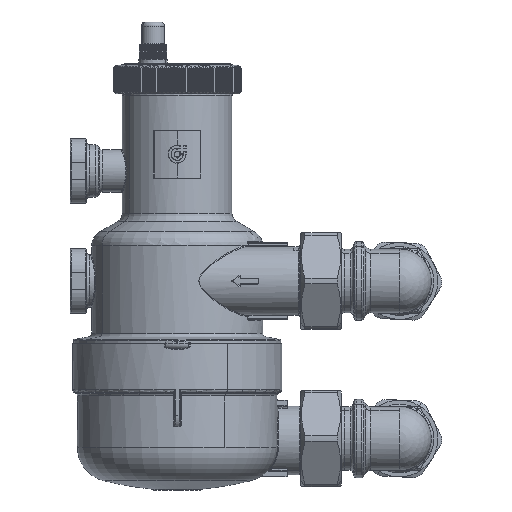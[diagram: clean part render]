
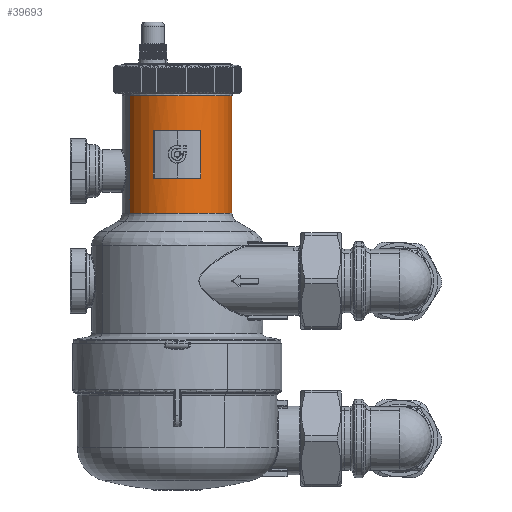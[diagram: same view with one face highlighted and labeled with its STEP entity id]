
A CAD part, left-side view. The second image highlights one B-rep face of the part: STEP entity #39693.
In plain terms, the highlighted cylindrical face has radius 27.15 mm (diameter 54.3 mm), a partial arc.
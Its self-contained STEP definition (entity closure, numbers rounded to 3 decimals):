
#38748=CARTESIAN_POINT('Vertex',(-13.016,23.826,91.7)) ;
#38755=CARTESIAN_POINT('Vertex',(13.016,-23.826,91.7)) ;
#39196=CARTESIAN_POINT('Vertex',(-24.571,11.55,50.8)) ;
#39199=CARTESIAN_POINT('Axis2P3D Location',(0.,0.,50.8)) ;
#39203=CARTESIAN_POINT('Vertex',(-24.571,-11.55,50.8)) ;
#39226=CARTESIAN_POINT('Control Point',(-24.485,-11.731,51.)) ;
#39227=CARTESIAN_POINT('Control Point',(-24.485,-11.731,50.922)) ;
#39228=CARTESIAN_POINT('Control Point',(-24.503,-11.693,50.842)) ;
#39229=CARTESIAN_POINT('Control Point',(-24.537,-11.621,50.8)) ;
#39230=CARTESIAN_POINT('Control Point',(-24.571,-11.55,50.8)) ;
#39231=CARTESIAN_POINT('Vertex',(-24.485,-11.731,51.)) ;
#39251=CARTESIAN_POINT('Line Origine',(-24.485,-11.731,62.8)) ;
#39255=CARTESIAN_POINT('Vertex',(-24.485,-11.731,74.6)) ;
#39277=CARTESIAN_POINT('Control Point',(-24.485,-11.731,74.6)) ;
#39278=CARTESIAN_POINT('Control Point',(-24.485,-11.731,74.678)) ;
#39279=CARTESIAN_POINT('Control Point',(-24.503,-11.693,74.758)) ;
#39280=CARTESIAN_POINT('Control Point',(-24.537,-11.621,74.8)) ;
#39281=CARTESIAN_POINT('Control Point',(-24.571,-11.55,74.8)) ;
#39282=CARTESIAN_POINT('Vertex',(-24.571,-11.55,74.8)) ;
#39302=CARTESIAN_POINT('Axis2P3D Location',(0.,0.,74.8)) ;
#39306=CARTESIAN_POINT('Vertex',(-24.571,11.55,74.8)) ;
#39329=CARTESIAN_POINT('Control Point',(-24.485,11.731,74.6)) ;
#39330=CARTESIAN_POINT('Control Point',(-24.485,11.731,74.678)) ;
#39331=CARTESIAN_POINT('Control Point',(-24.503,11.693,74.758)) ;
#39332=CARTESIAN_POINT('Control Point',(-24.537,11.621,74.8)) ;
#39333=CARTESIAN_POINT('Control Point',(-24.571,11.55,74.8)) ;
#39334=CARTESIAN_POINT('Vertex',(-24.485,11.731,74.6)) ;
#39354=CARTESIAN_POINT('Line Origine',(-24.485,11.731,62.8)) ;
#39358=CARTESIAN_POINT('Vertex',(-24.485,11.731,51.)) ;
#39380=CARTESIAN_POINT('Control Point',(-24.485,11.731,51.)) ;
#39381=CARTESIAN_POINT('Control Point',(-24.485,11.731,50.922)) ;
#39382=CARTESIAN_POINT('Control Point',(-24.503,11.693,50.842)) ;
#39383=CARTESIAN_POINT('Control Point',(-24.537,11.621,50.8)) ;
#39384=CARTESIAN_POINT('Control Point',(-24.571,11.55,50.8)) ;
#39393=CARTESIAN_POINT('Axis2P3D Location',(0.,0.,91.7)) ;
#39494=CARTESIAN_POINT('Axis2P3D Location',(0.,0.,20.3)) ;
#39499=CARTESIAN_POINT('Line Origine',(-13.016,23.826,61.252)) ;
#39503=CARTESIAN_POINT('Vertex',(-13.016,23.826,33.691)) ;
#39506=CARTESIAN_POINT('Line Origine',(13.016,-23.826,61.252)) ;
#39510=CARTESIAN_POINT('Vertex',(13.016,-23.826,33.691)) ;
#39672=CARTESIAN_POINT('Axis2P3D Location',(0.,0.,33.691)) ;
#39253=VECTOR('Line Direction',#39252,1.) ;
#39356=VECTOR('Line Direction',#39355,1.) ;
#39501=VECTOR('Line Direction',#39500,1.) ;
#39508=VECTOR('Line Direction',#39507,1.) ;
#39200=DIRECTION('Axis2P3D Direction',(0.,0.,1.)) ;
#39252=DIRECTION('Vector Direction',(0.,0.,1.)) ;
#39303=DIRECTION('Axis2P3D Direction',(0.,0.,-1.)) ;
#39355=DIRECTION('Vector Direction',(0.,0.,-1.)) ;
#39394=DIRECTION('Axis2P3D Direction',(0.,0.,1.)) ;
#39495=DIRECTION('Axis2P3D Direction',(0.,0.,1.)) ;
#39496=DIRECTION('Axis2P3D XDirection',(0.479,-0.878,0.)) ;
#39500=DIRECTION('Vector Direction',(0.,0.,1.)) ;
#39507=DIRECTION('Vector Direction',(0.,0.,1.)) ;
#39673=DIRECTION('Axis2P3D Direction',(0.,0.,1.)) ;
#39201=AXIS2_PLACEMENT_3D('Circle Axis2P3D',#39199,#39200,$) ;
#39304=AXIS2_PLACEMENT_3D('Circle Axis2P3D',#39302,#39303,$) ;
#39395=AXIS2_PLACEMENT_3D('Circle Axis2P3D',#39393,#39394,$) ;
#39497=AXIS2_PLACEMENT_3D('Cylinder Axis2P3D',#39494,#39495,#39496) ;
#39674=AXIS2_PLACEMENT_3D('Circle Axis2P3D',#39672,#39673,$) ;
#39254=LINE('Line',#39251,#39253) ;
#39357=LINE('Line',#39354,#39356) ;
#39502=LINE('Line',#39499,#39501) ;
#39509=LINE('Line',#39506,#39508) ;
#39202=CIRCLE('generated circle',#39201,27.15) ;
#39305=CIRCLE('generated circle',#39304,27.15) ;
#39396=CIRCLE('generated circle',#39395,27.15) ;
#39675=CIRCLE('generated circle',#39674,27.15) ;
#39498=CYLINDRICAL_SURFACE('generated cylinder',#39497,27.15) ;
#39692=FACE_BOUND('',#39683,.T.) ;
#39205=EDGE_CURVE('',#39204,#39197,#39202,.F.) ;
#39233=EDGE_CURVE('',#39232,#39204,#39225,.T.) ;
#39257=EDGE_CURVE('',#39232,#39256,#39254,.T.) ;
#39284=EDGE_CURVE('',#39256,#39283,#39276,.T.) ;
#39308=EDGE_CURVE('',#39307,#39283,#39305,.F.) ;
#39336=EDGE_CURVE('',#39335,#39307,#39328,.T.) ;
#39360=EDGE_CURVE('',#39335,#39359,#39357,.T.) ;
#39385=EDGE_CURVE('',#39359,#39197,#39379,.T.) ;
#39397=EDGE_CURVE('',#38749,#38756,#39396,.T.) ;
#39505=EDGE_CURVE('',#39504,#38749,#39502,.T.) ;
#39512=EDGE_CURVE('',#39511,#38756,#39509,.T.) ;
#39676=EDGE_CURVE('',#39511,#39504,#39675,.F.) ;
#39678=ORIENTED_EDGE('',*,*,#39512,.T.) ;
#39679=ORIENTED_EDGE('',*,*,#39397,.F.) ;
#39680=ORIENTED_EDGE('',*,*,#39505,.F.) ;
#39681=ORIENTED_EDGE('',*,*,#39676,.F.) ;
#39684=ORIENTED_EDGE('',*,*,#39385,.F.) ;
#39685=ORIENTED_EDGE('',*,*,#39360,.F.) ;
#39686=ORIENTED_EDGE('',*,*,#39336,.T.) ;
#39687=ORIENTED_EDGE('',*,*,#39308,.T.) ;
#39688=ORIENTED_EDGE('',*,*,#39284,.F.) ;
#39689=ORIENTED_EDGE('',*,*,#39257,.F.) ;
#39690=ORIENTED_EDGE('',*,*,#39233,.T.) ;
#39691=ORIENTED_EDGE('',*,*,#39205,.T.) ;
#39677=EDGE_LOOP('',(#39678,#39679,#39680,#39681)) ;
#39683=EDGE_LOOP('',(#39684,#39685,#39686,#39687,#39688,#39689,#39690,#39691)) ;
#38749=VERTEX_POINT('',#38748) ;
#38756=VERTEX_POINT('',#38755) ;
#39197=VERTEX_POINT('',#39196) ;
#39204=VERTEX_POINT('',#39203) ;
#39232=VERTEX_POINT('',#39231) ;
#39256=VERTEX_POINT('',#39255) ;
#39283=VERTEX_POINT('',#39282) ;
#39307=VERTEX_POINT('',#39306) ;
#39335=VERTEX_POINT('',#39334) ;
#39359=VERTEX_POINT('',#39358) ;
#39504=VERTEX_POINT('',#39503) ;
#39511=VERTEX_POINT('',#39510) ;
#39693=ADVANCED_FACE('PartBody',(#39682,#39692),#39498,.T.) ;
#39225=B_SPLINE_CURVE_WITH_KNOTS('',4,(#39226,#39227,#39228,#39229,#39230),.UNSPECIFIED.,.F.,.U.,(5,5),(0.,0.443),.UNSPECIFIED.) ;
#39276=B_SPLINE_CURVE_WITH_KNOTS('',4,(#39277,#39278,#39279,#39280,#39281),.UNSPECIFIED.,.F.,.U.,(5,5),(0.,0.443),.UNSPECIFIED.) ;
#39328=B_SPLINE_CURVE_WITH_KNOTS('',4,(#39329,#39330,#39331,#39332,#39333),.UNSPECIFIED.,.F.,.U.,(5,5),(0.,0.443),.UNSPECIFIED.) ;
#39379=B_SPLINE_CURVE_WITH_KNOTS('',4,(#39380,#39381,#39382,#39383,#39384),.UNSPECIFIED.,.F.,.U.,(5,5),(0.,0.443),.UNSPECIFIED.) ;
#39682=FACE_OUTER_BOUND('',#39677,.T.) ;
